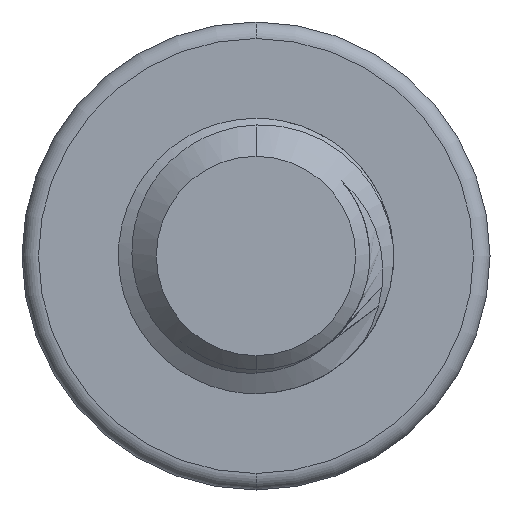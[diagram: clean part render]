
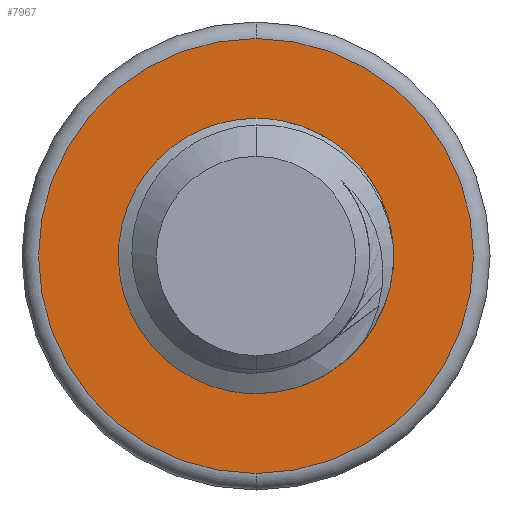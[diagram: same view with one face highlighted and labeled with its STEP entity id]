
A CAD part, front view. The second image highlights one B-rep face of the part: STEP entity #7967.
In plain terms, the highlighted planar face has unit normal (0, -1, 0).
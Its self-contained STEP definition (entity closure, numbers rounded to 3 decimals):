
#31 = CARTESIAN_POINT ( 'NONE',  ( 2.337, 40., -0.38 ) ) ;
#135 = CARTESIAN_POINT ( 'NONE',  ( 0., 40., 0. ) ) ;
#177 = ORIENTED_EDGE ( 'NONE', *, *, #4221, .T. ) ;
#646 = AXIS2_PLACEMENT_3D ( 'NONE', #5371, #3095, #7067 ) ;
#677 = CARTESIAN_POINT ( 'NONE',  ( -1.27, 40., 1.653 ) ) ;
#805 = VERTEX_POINT ( 'NONE', #7314 ) ;
#840 = DIRECTION ( 'NONE',  ( 0., 0., 1. ) ) ;
#990 = FACE_BOUND ( 'NONE', #2068, .T. ) ;
#1142 = CARTESIAN_POINT ( 'NONE',  ( 0., 40., 0. ) ) ;
#1432 = CARTESIAN_POINT ( 'NONE',  ( -1.905, 40., 0.802 ) ) ;
#1477 = CARTESIAN_POINT ( 'NONE',  ( -2.151, 40., 0.096 ) ) ;
#1492 = CIRCLE ( 'NONE', #646, 3.95 ) ;
#1510 = EDGE_CURVE ( 'NONE', #2443, #5638, #5398, .T. ) ;
#1571 = CARTESIAN_POINT ( 'NONE',  ( 2.317, 40., -0.567 ) ) ;
#1622 = CARTESIAN_POINT ( 'NONE',  ( 2.148, 40., 0.719 ) ) ;
#1886 = B_SPLINE_CURVE_WITH_KNOTS ( 'NONE', 3,
 ( #7760, #10255, #6215, #4586, #2837, #6058, #3743, #4688, #3794, #9326, #6958, #2048, #1477, #5474, #4539, #8594 ),
 .UNSPECIFIED., .F., .F.,
 ( 4, 2, 2, 2, 2, 2, 2, 4 ),
 ( 0., 0.001, 0.002, 0.002, 0.003, 0.003, 0.004, 0.005 ),
 .UNSPECIFIED. ) ;
#2035 = CARTESIAN_POINT ( 'NONE',  ( 0., 40., -3.95 ) ) ;
#2048 = CARTESIAN_POINT ( 'NONE',  ( -2.168, 40., -0.095 ) ) ;
#2068 = EDGE_LOOP ( 'NONE', ( #6181, #177, #4621, #5095 ) ) ;
#2248 = CARTESIAN_POINT ( 'NONE',  ( 2.169, 40., -1.114 ) ) ;
#2249 = CARTESIAN_POINT ( 'NONE',  ( 0.775, 40., 1.916 ) ) ;
#2390 = EDGE_LOOP ( 'NONE', ( #9334, #8560 ) ) ;
#2401 = CARTESIAN_POINT ( 'NONE',  ( 0.525, 40., 2.017 ) ) ;
#2443 = VERTEX_POINT ( 'NONE', #1432 ) ;
#2454 = CARTESIAN_POINT ( 'NONE',  ( 1.127, 40., 1.786 ) ) ;
#2596 = CARTESIAN_POINT ( 'NONE',  ( -1.905, 40., 0.802 ) ) ;
#2610 = PLANE ( 'NONE',  #10184 ) ;
#2837 = CARTESIAN_POINT ( 'NONE',  ( -1.375, 40., -1.934 ) ) ;
#3039 = CARTESIAN_POINT ( 'NONE',  ( 2.334, 40., -0.006 ) ) ;
#3095 = DIRECTION ( 'NONE',  ( 0., -1., 0. ) ) ;
#3118 = CARTESIAN_POINT ( 'NONE',  ( 0.775, 40., 1.916 ) ) ;
#3141 = CARTESIAN_POINT ( 'NONE',  ( 1.852, 40., 1.201 ) ) ;
#3196 = CARTESIAN_POINT ( 'NONE',  ( 1.965, 40., 1.048 ) ) ;
#3354 = CARTESIAN_POINT ( 'NONE',  ( 0., 40., 0. ) ) ;
#3595 = AXIS2_PLACEMENT_3D ( 'NONE', #135, #5040, #5770 ) ;
#3743 = CARTESIAN_POINT ( 'NONE',  ( -1.756, 40., -1.516 ) ) ;
#3794 = CARTESIAN_POINT ( 'NONE',  ( -2.022, 40., -1.019 ) ) ;
#4095 = CARTESIAN_POINT ( 'NONE',  ( 0.775, 40., 1.916 ) ) ;
#4221 = EDGE_CURVE ( 'NONE', #8751, #805, #9047, .T. ) ;
#4491 = B_SPLINE_CURVE_WITH_KNOTS ( 'NONE', 3,
 ( #4095, #9669, #2454, #8737, #10407, #3141, #3196, #1622, #6362, #6257, #3039, #31, #1571, #6413, #2248, #7164, #7955, #5670 ),
 .UNSPECIFIED., .F., .F.,
 ( 4, 2, 2, 2, 2, 2, 2, 2, 4 ),
 ( 0., 0.001, 0.001, 0.002, 0.002, 0.003, 0.003, 0.004, 0.004 ),
 .UNSPECIFIED. ) ;
#4539 = CARTESIAN_POINT ( 'NONE',  ( -1.997, 40., 0.638 ) ) ;
#4586 = CARTESIAN_POINT ( 'NONE',  ( -1.224, 40., -2.051 ) ) ;
#4621 = ORIENTED_EDGE ( 'NONE', *, *, #4638, .T. ) ;
#4638 = EDGE_CURVE ( 'NONE', #805, #2443, #1886, .T. ) ;
#4688 = CARTESIAN_POINT ( 'NONE',  ( -1.946, 40., -1.194 ) ) ;
#4943 = FACE_OUTER_BOUND ( 'NONE', #2390, .T. ) ;
#5040 = DIRECTION ( 'NONE',  ( 0., -1., 0. ) ) ;
#5095 = ORIENTED_EDGE ( 'NONE', *, *, #1510, .T. ) ;
#5371 = CARTESIAN_POINT ( 'NONE',  ( 0., 40., 0. ) ) ;
#5398 = B_SPLINE_CURVE_WITH_KNOTS ( 'NONE', 3,
 ( #2596, #10408, #9024, #8010, #7061, #677, #5622, #7851, #9474, #5518, #2401, #2249 ),
 .UNSPECIFIED., .F., .F.,
 ( 4, 2, 2, 2, 2, 4 ),
 ( 0., 0.001, 0.001, 0.002, 0.003, 0.004 ),
 .UNSPECIFIED. ) ;
#5474 = CARTESIAN_POINT ( 'NONE',  ( -2.065, 40., 0.46 ) ) ;
#5518 = CARTESIAN_POINT ( 'NONE',  ( 0.256, 40., 2.069 ) ) ;
#5622 = CARTESIAN_POINT ( 'NONE',  ( -1.041, 40., 1.805 ) ) ;
#5638 = VERTEX_POINT ( 'NONE', #3118 ) ;
#5670 = CARTESIAN_POINT ( 'NONE',  ( 1.784, 40., -1.752 ) ) ;
#5770 = DIRECTION ( 'NONE',  ( 0., 0., 1. ) ) ;
#5927 = CARTESIAN_POINT ( 'NONE',  ( 1.784, 40., -1.752 ) ) ;
#6058 = CARTESIAN_POINT ( 'NONE',  ( -1.641, 40., -1.666 ) ) ;
#6181 = ORIENTED_EDGE ( 'NONE', *, *, #9444, .T. ) ;
#6215 = CARTESIAN_POINT ( 'NONE',  ( -0.745, 40., -2.343 ) ) ;
#6257 = CARTESIAN_POINT ( 'NONE',  ( 2.311, 40., 0.183 ) ) ;
#6362 = CARTESIAN_POINT ( 'NONE',  ( 2.218, 40., 0.544 ) ) ;
#6400 = EDGE_CURVE ( 'NONE', #7873, #6832, #1492, .T. ) ;
#6413 = CARTESIAN_POINT ( 'NONE',  ( 2.233, 40., -0.934 ) ) ;
#6832 = VERTEX_POINT ( 'NONE', #2035 ) ;
#6958 = CARTESIAN_POINT ( 'NONE',  ( -2.156, 40., -0.469 ) ) ;
#7004 = CARTESIAN_POINT ( 'NONE',  ( 0., 40., 3.95 ) ) ;
#7061 = CARTESIAN_POINT ( 'NONE',  ( -1.555, 40., 1.368 ) ) ;
#7067 = DIRECTION ( 'NONE',  ( 0., 0., 1. ) ) ;
#7164 = CARTESIAN_POINT ( 'NONE',  ( 2.005, 40., -1.448 ) ) ;
#7314 = CARTESIAN_POINT ( 'NONE',  ( 0., 40., -2.5 ) ) ;
#7371 = DIRECTION ( 'NONE',  ( 0., 1., 0. ) ) ;
#7469 = CIRCLE ( 'NONE', #3595, 3.95 ) ;
#7575 = DIRECTION ( 'NONE',  ( 0., 1., 0. ) ) ;
#7681 = DIRECTION ( 'NONE',  ( 0., 0., -1. ) ) ;
#7726 = AXIS2_PLACEMENT_3D ( 'NONE', #1142, #7575, #7681 ) ;
#7760 = CARTESIAN_POINT ( 'NONE',  ( 0., 40., -2.5 ) ) ;
#7851 = CARTESIAN_POINT ( 'NONE',  ( -0.551, 40., 2.01 ) ) ;
#7873 = VERTEX_POINT ( 'NONE', #7004 ) ;
#7955 = CARTESIAN_POINT ( 'NONE',  ( 1.904, 40., -1.606 ) ) ;
#7967 = ADVANCED_FACE ( 'NONE', ( #4943, #990 ), #2610, .F. ) ;
#8010 = CARTESIAN_POINT ( 'NONE',  ( -1.641, 40., 1.263 ) ) ;
#8560 = ORIENTED_EDGE ( 'NONE', *, *, #9737, .T. ) ;
#8594 = CARTESIAN_POINT ( 'NONE',  ( -1.905, 40., 0.802 ) ) ;
#8737 = CARTESIAN_POINT ( 'NONE',  ( 1.446, 40., 1.59 ) ) ;
#8751 = VERTEX_POINT ( 'NONE', #5927 ) ;
#9024 = CARTESIAN_POINT ( 'NONE',  ( -1.79, 40., 1.042 ) ) ;
#9047 = CIRCLE ( 'NONE', #7726, 2.5 ) ;
#9326 = CARTESIAN_POINT ( 'NONE',  ( -2.127, 40., -0.656 ) ) ;
#9334 = ORIENTED_EDGE ( 'NONE', *, *, #6400, .T. ) ;
#9444 = EDGE_CURVE ( 'NONE', #5638, #8751, #4491, .T. ) ;
#9474 = CARTESIAN_POINT ( 'NONE',  ( -0.281, 40., 2.065 ) ) ;
#9669 = CARTESIAN_POINT ( 'NONE',  ( 0.957, 40., 1.864 ) ) ;
#9737 = EDGE_CURVE ( 'NONE', #6832, #7873, #7469, .T. ) ;
#10184 = AXIS2_PLACEMENT_3D ( 'NONE', #3354, #7371, #840 ) ;
#10255 = CARTESIAN_POINT ( 'NONE',  ( -0.377, 40., -2.465 ) ) ;
#10407 = CARTESIAN_POINT ( 'NONE',  ( 1.593, 40., 1.471 ) ) ;
#10408 = CARTESIAN_POINT ( 'NONE',  ( -1.853, 40., 0.925 ) ) ;
